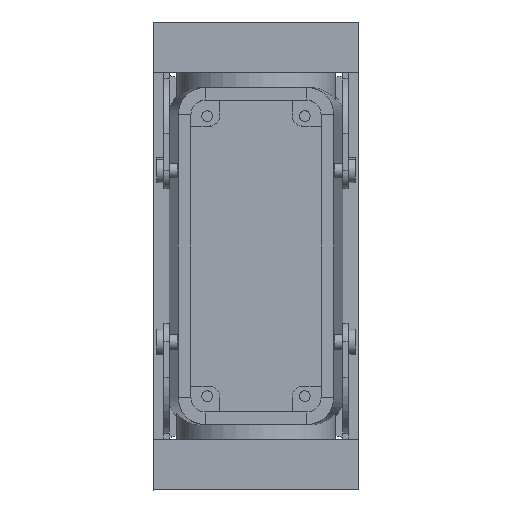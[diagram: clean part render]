
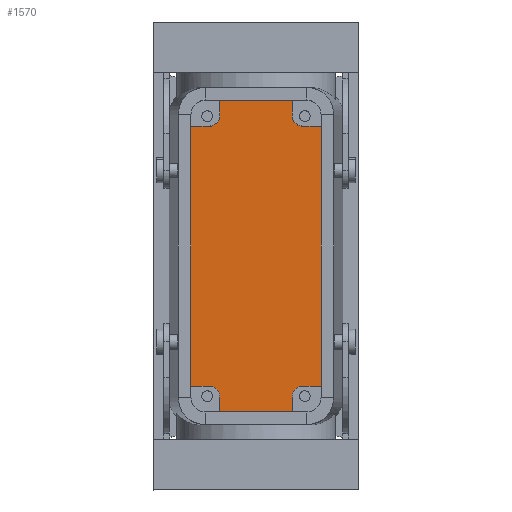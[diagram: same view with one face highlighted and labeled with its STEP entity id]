
A CAD part, top view. The second image highlights one B-rep face of the part: STEP entity #1570.
In plain terms, the highlighted planar face has unit normal (0, 0, 1).
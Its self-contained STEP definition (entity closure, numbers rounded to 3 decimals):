
#659=AXIS2_PLACEMENT_3D('Circle Axis2P3D',#657,#658,$) ;
#735=AXIS2_PLACEMENT_3D('Circle Axis2P3D',#733,#734,$) ;
#1471=AXIS2_PLACEMENT_3D('Plane Axis2P3D',#1468,#1469,#1470) ;
#430=CARTESIAN_POINT('Vertex',(15.5,28.75,4.5)) ;
#433=CARTESIAN_POINT('Line Origine',(13.,28.75,4.5)) ;
#437=CARTESIAN_POINT('Vertex',(10.5,28.75,4.5)) ;
#632=CARTESIAN_POINT('Vertex',(46.5,28.75,4.5)) ;
#635=CARTESIAN_POINT('Line Origine',(44.,28.75,4.5)) ;
#639=CARTESIAN_POINT('Vertex',(41.5,28.75,4.5)) ;
#657=CARTESIAN_POINT('Axis2P3D Location',(41.5,25.75,4.5)) ;
#661=CARTESIAN_POINT('Vertex',(38.5,25.75,4.5)) ;
#676=CARTESIAN_POINT('Line Origine',(38.5,23.675,4.5)) ;
#680=CARTESIAN_POINT('Vertex',(38.5,21.6,4.5)) ;
#695=CARTESIAN_POINT('Line Origine',(28.5,21.6,4.5)) ;
#699=CARTESIAN_POINT('Vertex',(18.5,21.6,4.5)) ;
#714=CARTESIAN_POINT('Line Origine',(18.5,23.675,4.5)) ;
#718=CARTESIAN_POINT('Vertex',(18.5,25.75,4.5)) ;
#733=CARTESIAN_POINT('Axis2P3D Location',(15.5,25.75,4.5)) ;
#1468=CARTESIAN_POINT('Axis2P3D Location',(28.5,64.75,4.5)) ;
#1473=CARTESIAN_POINT('Line Origine',(46.5,64.75,4.5)) ;
#1477=CARTESIAN_POINT('Vertex',(46.5,100.75,4.5)) ;
#1480=CARTESIAN_POINT('Line Origine',(44.,100.75,4.5)) ;
#1484=CARTESIAN_POINT('Vertex',(41.5,100.75,4.5)) ;
#1488=CARTESIAN_POINT('Control Point',(41.5,100.75,4.5)) ;
#1489=CARTESIAN_POINT('Control Point',(41.161,100.75,4.5)) ;
#1490=CARTESIAN_POINT('Control Point',(40.821,100.798,4.5)) ;
#1491=CARTESIAN_POINT('Control Point',(40.491,100.894,4.5)) ;
#1492=CARTESIAN_POINT('Control Point',(39.866,101.177,4.5)) ;
#1493=CARTESIAN_POINT('Control Point',(39.345,101.622,4.5)) ;
#1494=CARTESIAN_POINT('Control Point',(39.117,101.88,4.5)) ;
#1495=CARTESIAN_POINT('Control Point',(38.783,102.389,4.5)) ;
#1496=CARTESIAN_POINT('Control Point',(38.587,102.963,4.5)) ;
#1497=CARTESIAN_POINT('Control Point',(38.529,103.223,4.5)) ;
#1498=CARTESIAN_POINT('Control Point',(38.5,103.486,4.5)) ;
#1499=CARTESIAN_POINT('Control Point',(38.5,103.75,4.5)) ;
#1500=CARTESIAN_POINT('Vertex',(38.5,103.75,4.5)) ;
#1503=CARTESIAN_POINT('Line Origine',(38.5,105.825,4.5)) ;
#1507=CARTESIAN_POINT('Vertex',(38.5,107.9,4.5)) ;
#1510=CARTESIAN_POINT('Line Origine',(28.5,107.9,4.5)) ;
#1514=CARTESIAN_POINT('Vertex',(18.5,107.9,4.5)) ;
#1517=CARTESIAN_POINT('Line Origine',(18.5,105.825,4.5)) ;
#1521=CARTESIAN_POINT('Vertex',(18.5,103.75,4.5)) ;
#1525=CARTESIAN_POINT('Control Point',(18.5,103.75,4.5)) ;
#1526=CARTESIAN_POINT('Control Point',(18.5,103.411,4.5)) ;
#1527=CARTESIAN_POINT('Control Point',(18.452,103.071,4.5)) ;
#1528=CARTESIAN_POINT('Control Point',(18.356,102.741,4.5)) ;
#1529=CARTESIAN_POINT('Control Point',(18.073,102.116,4.5)) ;
#1530=CARTESIAN_POINT('Control Point',(17.628,101.595,4.5)) ;
#1531=CARTESIAN_POINT('Control Point',(17.37,101.367,4.5)) ;
#1532=CARTESIAN_POINT('Control Point',(16.861,101.033,4.5)) ;
#1533=CARTESIAN_POINT('Control Point',(16.287,100.837,4.5)) ;
#1534=CARTESIAN_POINT('Control Point',(16.027,100.779,4.5)) ;
#1535=CARTESIAN_POINT('Control Point',(15.764,100.75,4.5)) ;
#1536=CARTESIAN_POINT('Control Point',(15.5,100.75,4.5)) ;
#1537=CARTESIAN_POINT('Vertex',(15.5,100.75,4.5)) ;
#1540=CARTESIAN_POINT('Line Origine',(13.,100.75,4.5)) ;
#1544=CARTESIAN_POINT('Vertex',(10.5,100.75,4.5)) ;
#1547=CARTESIAN_POINT('Line Origine',(10.5,64.75,4.5)) ;
#434=DIRECTION('Vector Direction',(1.,0.,0.)) ;
#636=DIRECTION('Vector Direction',(-1.,0.,0.)) ;
#658=DIRECTION('Axis2P3D Direction',(-0.,0.,-1.)) ;
#677=DIRECTION('Vector Direction',(0.,-1.,0.)) ;
#696=DIRECTION('Vector Direction',(1.,0.,0.)) ;
#715=DIRECTION('Vector Direction',(0.,-1.,0.)) ;
#734=DIRECTION('Axis2P3D Direction',(0.,0.,-1.)) ;
#1469=DIRECTION('Axis2P3D Direction',(-0.,0.,1.)) ;
#1470=DIRECTION('Axis2P3D XDirection',(0.,-1.,0.)) ;
#1474=DIRECTION('Vector Direction',(0.,-1.,0.)) ;
#1481=DIRECTION('Vector Direction',(-1.,0.,0.)) ;
#1504=DIRECTION('Vector Direction',(0.,1.,0.)) ;
#1511=DIRECTION('Vector Direction',(-1.,0.,0.)) ;
#1518=DIRECTION('Vector Direction',(0.,1.,0.)) ;
#1541=DIRECTION('Vector Direction',(1.,0.,0.)) ;
#1548=DIRECTION('Vector Direction',(0.,1.,0.)) ;
#435=VECTOR('Line Direction',#434,1.) ;
#637=VECTOR('Line Direction',#636,1.) ;
#678=VECTOR('Line Direction',#677,1.) ;
#697=VECTOR('Line Direction',#696,1.) ;
#716=VECTOR('Line Direction',#715,1.) ;
#1475=VECTOR('Line Direction',#1474,1.) ;
#1482=VECTOR('Line Direction',#1481,1.) ;
#1505=VECTOR('Line Direction',#1504,1.) ;
#1512=VECTOR('Line Direction',#1511,1.) ;
#1519=VECTOR('Line Direction',#1518,1.) ;
#1542=VECTOR('Line Direction',#1541,1.) ;
#1549=VECTOR('Line Direction',#1548,1.) ;
#1553=ORIENTED_EDGE('',*,*,#737,.F.) ;
#1554=ORIENTED_EDGE('',*,*,#720,.T.) ;
#1555=ORIENTED_EDGE('',*,*,#701,.T.) ;
#1556=ORIENTED_EDGE('',*,*,#682,.F.) ;
#1557=ORIENTED_EDGE('',*,*,#663,.F.) ;
#1558=ORIENTED_EDGE('',*,*,#641,.F.) ;
#1559=ORIENTED_EDGE('',*,*,#1479,.T.) ;
#1560=ORIENTED_EDGE('',*,*,#1486,.T.) ;
#1561=ORIENTED_EDGE('',*,*,#1502,.F.) ;
#1562=ORIENTED_EDGE('',*,*,#1509,.T.) ;
#1563=ORIENTED_EDGE('',*,*,#1516,.T.) ;
#1564=ORIENTED_EDGE('',*,*,#1523,.F.) ;
#1565=ORIENTED_EDGE('',*,*,#1539,.F.) ;
#1566=ORIENTED_EDGE('',*,*,#1546,.F.) ;
#1567=ORIENTED_EDGE('',*,*,#1551,.T.) ;
#1568=ORIENTED_EDGE('',*,*,#439,.T.) ;
#1570=ADVANCED_FACE('Housing',(#1569),#1472,.T.) ;
#1487=B_SPLINE_CURVE_WITH_KNOTS('',5,(#1488,#1489,#1490,#1491,#1492,#1493,#1494,#1495,#1496,#1497,#1498,#1499),.UNSPECIFIED.,.F.,.U.,(6,3,3,6),(0.,2.4,4.8,6.664),.UNSPECIFIED.) ;
#1524=B_SPLINE_CURVE_WITH_KNOTS('',5,(#1525,#1526,#1527,#1528,#1529,#1530,#1531,#1532,#1533,#1534,#1535,#1536),.UNSPECIFIED.,.F.,.U.,(6,3,3,6),(0.,2.4,4.8,6.664),.UNSPECIFIED.) ;
#660=CIRCLE('generated circle',#659,3.) ;
#736=CIRCLE('generated circle',#735,3.) ;
#439=EDGE_CURVE('',#438,#431,#436,.T.) ;
#641=EDGE_CURVE('',#633,#640,#638,.T.) ;
#663=EDGE_CURVE('',#640,#662,#660,.F.) ;
#682=EDGE_CURVE('',#662,#681,#679,.T.) ;
#701=EDGE_CURVE('',#700,#681,#698,.T.) ;
#720=EDGE_CURVE('',#719,#700,#717,.T.) ;
#737=EDGE_CURVE('',#719,#431,#736,.F.) ;
#1479=EDGE_CURVE('',#633,#1478,#1476,.F.) ;
#1486=EDGE_CURVE('',#1478,#1485,#1483,.T.) ;
#1502=EDGE_CURVE('',#1501,#1485,#1487,.F.) ;
#1509=EDGE_CURVE('',#1501,#1508,#1506,.T.) ;
#1516=EDGE_CURVE('',#1508,#1515,#1513,.T.) ;
#1523=EDGE_CURVE('',#1522,#1515,#1520,.T.) ;
#1539=EDGE_CURVE('',#1538,#1522,#1524,.F.) ;
#1546=EDGE_CURVE('',#1545,#1538,#1543,.T.) ;
#1551=EDGE_CURVE('',#1545,#438,#1550,.F.) ;
#1552=EDGE_LOOP('',(#1553,#1554,#1555,#1556,#1557,#1558,#1559,#1560,#1561,#1562,#1563,#1564,#1565,#1566,#1567,#1568)) ;
#1569=FACE_OUTER_BOUND('',#1552,.T.) ;
#436=LINE('Line',#433,#435) ;
#638=LINE('Line',#635,#637) ;
#679=LINE('Line',#676,#678) ;
#698=LINE('Line',#695,#697) ;
#717=LINE('Line',#714,#716) ;
#1476=LINE('Line',#1473,#1475) ;
#1483=LINE('Line',#1480,#1482) ;
#1506=LINE('Line',#1503,#1505) ;
#1513=LINE('Line',#1510,#1512) ;
#1520=LINE('Line',#1517,#1519) ;
#1543=LINE('Line',#1540,#1542) ;
#1550=LINE('Line',#1547,#1549) ;
#1472=PLANE('',#1471) ;
#431=VERTEX_POINT('',#430) ;
#438=VERTEX_POINT('',#437) ;
#633=VERTEX_POINT('',#632) ;
#640=VERTEX_POINT('',#639) ;
#662=VERTEX_POINT('',#661) ;
#681=VERTEX_POINT('',#680) ;
#700=VERTEX_POINT('',#699) ;
#719=VERTEX_POINT('',#718) ;
#1478=VERTEX_POINT('',#1477) ;
#1485=VERTEX_POINT('',#1484) ;
#1501=VERTEX_POINT('',#1500) ;
#1508=VERTEX_POINT('',#1507) ;
#1515=VERTEX_POINT('',#1514) ;
#1522=VERTEX_POINT('',#1521) ;
#1538=VERTEX_POINT('',#1537) ;
#1545=VERTEX_POINT('',#1544) ;
